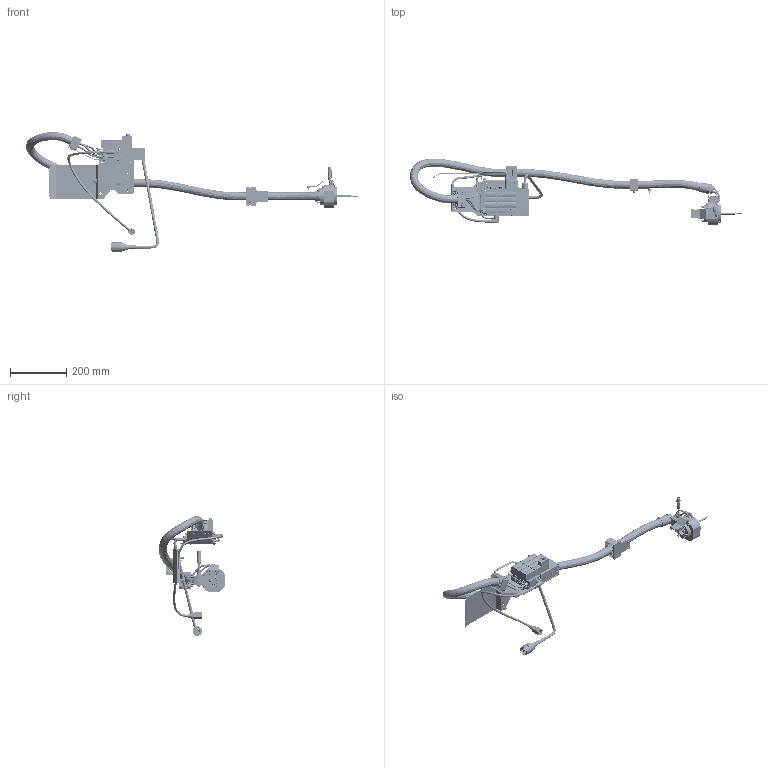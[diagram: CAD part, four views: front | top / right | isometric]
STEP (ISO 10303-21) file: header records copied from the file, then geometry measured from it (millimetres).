
FILE_DESCRIPTION (( 'STEP AP203' ), '1' );
FILE_NAME ('TS104-204.STEP', '2021-05-20T12:01:51', ( '' ), ( '' ), 'SwSTEP 2.0', 'SolidWorks 2019', '' );
FILE_SCHEMA (( 'CONFIG_CONTROL_DESIGN' ));
Products named in the file (1): TS104-204
Bounding box: 1177.45 x 236.29 x 425.07 mm (x, y, z)
Volume: 1924696.5 mm3; surface area: 998531.1 mm2
Topology: 222 solids, 240 shells, 10959 faces, 26848 edges, 17307 vertices
Faces by surface type: plane 4341, cylinder 3817, bspline 1833, torus 450, cone 440, sphere 78
Entity records: 471729 total; most frequent: CARTESIAN_POINT 218039, ORIENTED_EDGE 53428, DIRECTION 50363, EDGE_CURVE 26714, AXIS2_PLACEMENT_3D 18481, VERTEX_POINT 17271, LINE 13401, VECTOR 13401
